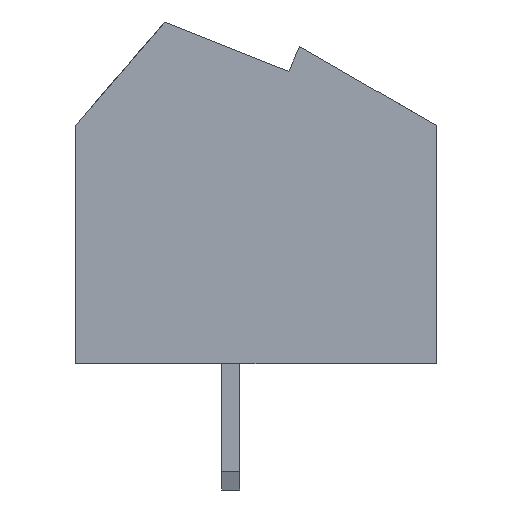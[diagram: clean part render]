
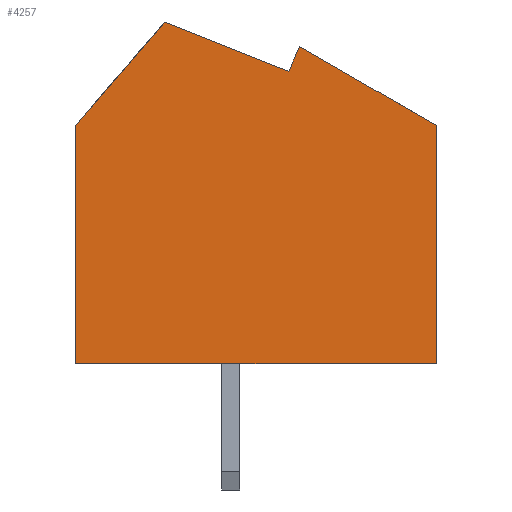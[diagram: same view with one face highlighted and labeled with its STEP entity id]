
A CAD part, left-side view. The second image highlights one B-rep face of the part: STEP entity #4257.
In plain terms, the highlighted planar face has unit normal (-1, 0, 0).
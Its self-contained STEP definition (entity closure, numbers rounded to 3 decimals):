
#382=ORIENTED_EDGE('',*,*,#1425,.F.);
#383=ORIENTED_EDGE('',*,*,#1491,.F.);
#384=ORIENTED_EDGE('',*,*,#1445,.F.);
#385=ORIENTED_EDGE('',*,*,#1457,.F.);
#386=ORIENTED_EDGE('',*,*,#1555,.F.);
#387=ORIENTED_EDGE('',*,*,#1552,.F.);
#388=ORIENTED_EDGE('',*,*,#1482,.F.);
#1425=EDGE_CURVE('',#2030,#2031,#2437,.T.);
#1445=EDGE_CURVE('',#2050,#2051,#2457,.T.);
#1457=EDGE_CURVE('',#2062,#2050,#2469,.T.);
#1482=EDGE_CURVE('',#2031,#2084,#2490,.T.);
#1491=EDGE_CURVE('',#2051,#2030,#2497,.T.);
#1552=EDGE_CURVE('',#2084,#2136,#2552,.T.);
#1555=EDGE_CURVE('',#2136,#2062,#2555,.T.);
#2030=VERTEX_POINT('',#6064);
#2031=VERTEX_POINT('',#6065);
#2050=VERTEX_POINT('',#6105);
#2051=VERTEX_POINT('',#6106);
#2062=VERTEX_POINT('',#6130);
#2084=VERTEX_POINT('',#6181);
#2136=VERTEX_POINT('',#6313);
#2437=LINE('',#6063,#2975);
#2457=LINE('',#6104,#2995);
#2469=LINE('',#6129,#3007);
#2490=LINE('',#6180,#3028);
#2497=LINE('',#6198,#3035);
#2552=LINE('',#6312,#3090);
#2555=LINE('',#6318,#3093);
#2975=VECTOR('',#4883,1000.);
#2995=VECTOR('',#4905,1000.);
#3007=VECTOR('',#4919,1000.);
#3028=VECTOR('',#4956,1000.);
#3035=VECTOR('',#4969,1000.);
#3090=VECTOR('',#5054,1000.);
#3093=VECTOR('',#5059,1000.);
#3516=EDGE_LOOP('',(#382,#383,#384,#385,#386,#387,#388));
#3800=FACE_BOUND('',#3516,.T.);
#4056=PLANE('',#4559);
#4257=ADVANCED_FACE('',(#3800),#4056,.F.);
#4559=AXIS2_PLACEMENT_3D('',#6321,#5063,#5064);
#4883=DIRECTION('',(0.,0.,1.));
#4905=DIRECTION('',(0.,0.,-1.));
#4919=DIRECTION('',(0.,-0.866,-0.5));
#4956=DIRECTION('',(0.,-0.652,0.758));
#4969=DIRECTION('',(0.,1.,0.));
#5054=DIRECTION('',(0.,-0.929,-0.37));
#5059=DIRECTION('',(0.,-0.391,0.92));
#5063=DIRECTION('',(1.,0.,0.));
#5064=DIRECTION('',(0.,0.,-1.));
#6063=CARTESIAN_POINT('',(-5.25,5.,-3.3));
#6064=CARTESIAN_POINT('',(-5.25,5.,-3.3));
#6065=CARTESIAN_POINT('',(-5.25,5.,3.3));
#6104=CARTESIAN_POINT('',(-5.25,-5.,3.3));
#6105=CARTESIAN_POINT('',(-5.25,-5.,3.3));
#6106=CARTESIAN_POINT('',(-5.25,-5.,-3.3));
#6129=CARTESIAN_POINT('',(-5.25,-1.204,5.492));
#6130=CARTESIAN_POINT('',(-5.25,-1.204,5.492));
#6180=CARTESIAN_POINT('',(-5.25,5.,3.3));
#6181=CARTESIAN_POINT('',(-5.25,2.531,6.17));
#6198=CARTESIAN_POINT('',(-5.25,5.,-3.3));
#6312=CARTESIAN_POINT('',(-5.25,2.531,6.17));
#6313=CARTESIAN_POINT('',(-5.25,-0.911,4.801));
#6318=CARTESIAN_POINT('',(-5.25,-0.911,4.801));
#6321=CARTESIAN_POINT('',(-5.25,0.,0.));
